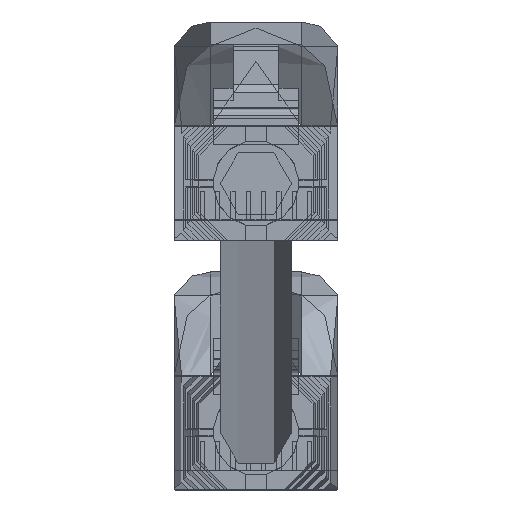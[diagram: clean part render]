
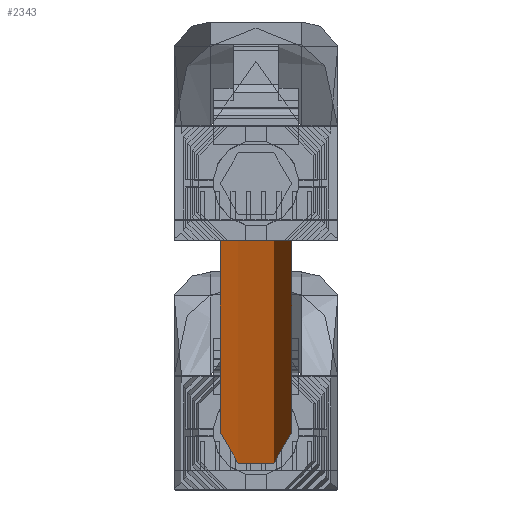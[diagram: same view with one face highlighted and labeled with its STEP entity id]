
A CAD part, top view. The second image highlights one B-rep face of the part: STEP entity #2343.
In plain terms, the highlighted cylindrical face has radius 2.5 mm (diameter 5 mm), a partial arc.
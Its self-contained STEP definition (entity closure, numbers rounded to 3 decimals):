
#621 = ORIENTED_EDGE ( 'NONE', *, *, #1016, .T. ) ;
#767 = DIRECTION ( 'NONE',  ( 1., 0., 0. ) ) ;
#844 = VERTEX_POINT ( 'NONE', #9859 ) ;
#864 = EDGE_CURVE ( 'NONE', #7393, #3995, #9565, .T. ) ;
#974 = DIRECTION ( 'NONE',  ( 0., 0., 1. ) ) ;
#1016 = EDGE_CURVE ( 'NONE', #7393, #12070, #4505, .T. ) ;
#1612 = ORIENTED_EDGE ( 'NONE', *, *, #3113, .F. ) ;
#1741 = DIRECTION ( 'NONE',  ( 0., 0., -1. ) ) ;
#1899 = AXIS2_PLACEMENT_3D ( 'NONE', #3731, #1741, #4776 ) ;
#2343 = ADVANCED_FACE ( 'NONE', ( #11943 ), #12876, .T. ) ;
#3113 = EDGE_CURVE ( 'NONE', #3995, #844, #4180, .T. ) ;
#3325 = CARTESIAN_POINT ( 'NONE',  ( -2.5, 0., -5000. ) ) ;
#3731 = CARTESIAN_POINT ( 'NONE',  ( 0., 0., -5000. ) ) ;
#3995 = VERTEX_POINT ( 'NONE', #3325 ) ;
#4174 = CARTESIAN_POINT ( 'NONE',  ( 2.5, 0., -5000. ) ) ;
#4180 = LINE ( 'NONE', #7640, #6247 ) ;
#4505 = LINE ( 'NONE', #12134, #11592 ) ;
#4603 = DIRECTION ( 'NONE',  ( 0., 0., 1. ) ) ;
#4776 = DIRECTION ( 'NONE',  ( -1., 0., 0. ) ) ;
#4968 = CARTESIAN_POINT ( 'NONE',  ( 0., 0., -5000. ) ) ;
#5272 = DIRECTION ( 'NONE',  ( -1., 0., 0. ) ) ;
#5355 = DIRECTION ( 'NONE',  ( 0., 0., -1. ) ) ;
#6247 = VECTOR ( 'NONE', #4603, 1000. ) ;
#6557 = EDGE_LOOP ( 'NONE', ( #1612, #10574, #621, #8328 ) ) ;
#7220 = EDGE_CURVE ( 'NONE', #12070, #844, #10555, .T. ) ;
#7393 = VERTEX_POINT ( 'NONE', #4174 ) ;
#7640 = CARTESIAN_POINT ( 'NONE',  ( -2.5, 0., -5000. ) ) ;
#7751 = AXIS2_PLACEMENT_3D ( 'NONE', #4968, #8969, #767 ) ;
#8328 = ORIENTED_EDGE ( 'NONE', *, *, #7220, .T. ) ;
#8969 = DIRECTION ( 'NONE',  ( 0., 0., 1. ) ) ;
#9565 = CIRCLE ( 'NONE', #1899, 2.5 ) ;
#9859 = CARTESIAN_POINT ( 'NONE',  ( -2.5, 0., 5000. ) ) ;
#10555 = CIRCLE ( 'NONE', #10813, 2.5 ) ;
#10559 = CARTESIAN_POINT ( 'NONE',  ( 2.5, 0., 5000. ) ) ;
#10574 = ORIENTED_EDGE ( 'NONE', *, *, #864, .F. ) ;
#10813 = AXIS2_PLACEMENT_3D ( 'NONE', #11325, #5355, #5272 ) ;
#11325 = CARTESIAN_POINT ( 'NONE',  ( 0., 0., 5000. ) ) ;
#11592 = VECTOR ( 'NONE', #974, 1000. ) ;
#11943 = FACE_OUTER_BOUND ( 'NONE', #6557, .T. ) ;
#12070 = VERTEX_POINT ( 'NONE', #10559 ) ;
#12134 = CARTESIAN_POINT ( 'NONE',  ( 2.5, 0., -5000. ) ) ;
#12876 = CYLINDRICAL_SURFACE ( 'NONE', #7751, 2.5 ) ;
